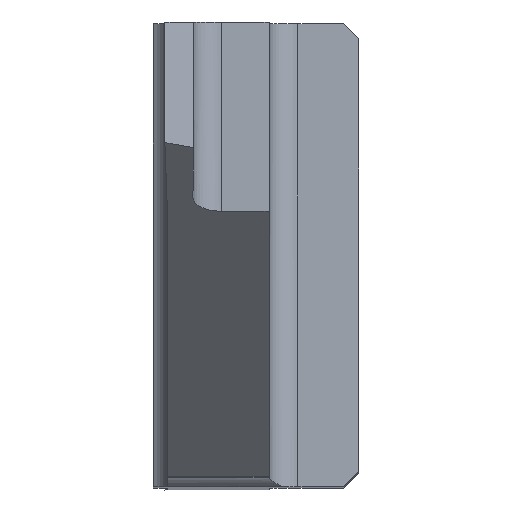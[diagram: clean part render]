
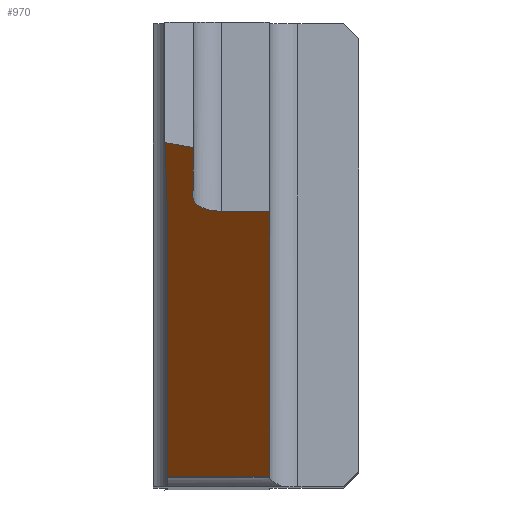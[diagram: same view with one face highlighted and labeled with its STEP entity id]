
A CAD part, top view. The second image highlights one B-rep face of the part: STEP entity #970.
In plain terms, the highlighted planar face has unit normal (0, -0.904, 0.427).
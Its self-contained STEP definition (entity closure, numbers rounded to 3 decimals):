
#20 = CARTESIAN_POINT ( 'NONE',  ( -0.558, 1.426, 24.215 ) ) ;
#53 = CARTESIAN_POINT ( 'NONE',  ( -2.711, 0.733, 22.75 ) ) ;
#54 = VERTEX_POINT ( 'NONE', #957 ) ;
#73 = DIRECTION ( 'NONE',  ( -0.016, 0.427, 0.904 ) ) ;
#92 = PLANE ( 'NONE',  #217 ) ;
#111 = CARTESIAN_POINT ( 'NONE',  ( 0., -3.834, 13.088 ) ) ;
#118 = CARTESIAN_POINT ( 'NONE',  ( -1.6, -3.834, 13.088 ) ) ;
#120 = ORIENTED_EDGE ( 'NONE', *, *, #673, .F. ) ;
#132 = VERTEX_POINT ( 'NONE', #564 ) ;
#167 = LINE ( 'NONE', #20, #195 ) ;
#183 = ORIENTED_EDGE ( 'NONE', *, *, #746, .F. ) ;
#195 = VECTOR ( 'NONE', #653, 1000. ) ;
#206 = DIRECTION ( 'NONE',  ( 0., -0.904, 0.427 ) ) ;
#213 = VERTEX_POINT ( 'NONE', #594 ) ;
#217 = AXIS2_PLACEMENT_3D ( 'NONE', #616, #206, #308 ) ;
#249 = LINE ( 'NONE', #668, #703 ) ;
#299 = VERTEX_POINT ( 'NONE', #118 ) ;
#308 = DIRECTION ( 'NONE',  ( 0., -0.427, -0.904 ) ) ;
#313 = CARTESIAN_POINT ( 'NONE',  ( -2.9, 1.829, 25.068 ) ) ;
#357 = DIRECTION ( 'NONE',  ( 0., -0.427, -0.904 ) ) ;
#366 = ORIENTED_EDGE ( 'NONE', *, *, #810, .F. ) ;
#402 =( BOUNDED_CURVE ( )  B_SPLINE_CURVE ( 3, ( #1271, #687, #53, #471 ),
 .UNSPECIFIED., .F., .T. ) 
 B_SPLINE_CURVE_WITH_KNOTS ( ( 4, 4 ),
 ( 1.562, 3.142 ),
 .UNSPECIFIED. ) 
 CURVE ( )  GEOMETRIC_REPRESENTATION_ITEM ( )  RATIONAL_B_SPLINE_CURVE ( ( 1., 0.803, 0.803, 1. ) ) 
 REPRESENTATION_ITEM ( '' )  );
#411 = LINE ( 'NONE', #1152, #941 ) ;
#429 = CARTESIAN_POINT ( 'NONE',  ( 0., 0.733, 22.75 ) ) ;
#456 = ORIENTED_EDGE ( 'NONE', *, *, #725, .F. ) ;
#471 = CARTESIAN_POINT ( 'NONE',  ( -2.416, 0.733, 22.75 ) ) ;
#499 = CARTESIAN_POINT ( 'NONE',  ( -3.348, 2.018, 25.468 ) ) ;
#536 = ORIENTED_EDGE ( 'NONE', *, *, #732, .F. ) ;
#543 = CARTESIAN_POINT ( 'NONE',  ( -3.348, -3.834, 13.088 ) ) ;
#564 = CARTESIAN_POINT ( 'NONE',  ( -1.6, 0.733, 22.75 ) ) ;
#594 = CARTESIAN_POINT ( 'NONE',  ( -2.416, 0.733, 22.75 ) ) ;
#613 = LINE ( 'NONE', #499, #1191 ) ;
#614 = DIRECTION ( 'NONE',  ( 0., 0.427, 0.904 ) ) ;
#616 = CARTESIAN_POINT ( 'NONE',  ( 0., 2.018, 25.468 ) ) ;
#653 = DIRECTION ( 'NONE',  ( 0.928, -0.16, -0.338 ) ) ;
#666 = VECTOR ( 'NONE', #853, 1000. ) ;
#668 = CARTESIAN_POINT ( 'NONE',  ( -1.6, 2.018, 25.468 ) ) ;
#673 = EDGE_CURVE ( 'NONE', #1002, #213, #402, .T. ) ;
#687 = CARTESIAN_POINT ( 'NONE',  ( -2.918, 0.832, 22.959 ) ) ;
#694 = EDGE_CURVE ( 'NONE', #1058, #54, #411, .T. ) ;
#703 = VECTOR ( 'NONE', #357, 1000. ) ;
#725 = EDGE_CURVE ( 'NONE', #299, #1135, #1240, .T. ) ;
#728 = VECTOR ( 'NONE', #1262, 1000. ) ;
#732 = EDGE_CURVE ( 'NONE', #834, #1002, #785, .T. ) ;
#746 = EDGE_CURVE ( 'NONE', #54, #834, #167, .T. ) ;
#785 = LINE ( 'NONE', #1092, #666 ) ;
#787 = EDGE_CURVE ( 'NONE', #213, #132, #872, .T. ) ;
#810 = EDGE_CURVE ( 'NONE', #1135, #1058, #613, .T. ) ;
#834 = VERTEX_POINT ( 'NONE', #313 ) ;
#853 = DIRECTION ( 'NONE',  ( -0.008, -0.427, -0.904 ) ) ;
#872 = LINE ( 'NONE', #429, #1148 ) ;
#891 = EDGE_CURVE ( 'NONE', #132, #299, #249, .T. ) ;
#900 = EDGE_LOOP ( 'NONE', ( #456, #1033, #1254, #120, #536, #183, #1101, #366 ) ) ;
#941 = VECTOR ( 'NONE', #73, 1000. ) ;
#957 = CARTESIAN_POINT ( 'NONE',  ( -3.4, 1.915, 25.25 ) ) ;
#970 = ADVANCED_FACE ( 'NONE', ( #1183 ), #92, .T. ) ;
#1002 = VERTEX_POINT ( 'NONE', #1268 ) ;
#1008 = CARTESIAN_POINT ( 'NONE',  ( -3.348, 0.497, 22.25 ) ) ;
#1033 = ORIENTED_EDGE ( 'NONE', *, *, #891, .F. ) ;
#1058 = VERTEX_POINT ( 'NONE', #1008 ) ;
#1092 = CARTESIAN_POINT ( 'NONE',  ( -2.896, 2.028, 25.488 ) ) ;
#1101 = ORIENTED_EDGE ( 'NONE', *, *, #694, .F. ) ;
#1135 = VERTEX_POINT ( 'NONE', #543 ) ;
#1148 = VECTOR ( 'NONE', #1219, 1000. ) ;
#1152 = CARTESIAN_POINT ( 'NONE',  ( -3.403, 1.995, 25.419 ) ) ;
#1183 = FACE_OUTER_BOUND ( 'NONE', #900, .T. ) ;
#1191 = VECTOR ( 'NONE', #614, 1000. ) ;
#1219 = DIRECTION ( 'NONE',  ( 1., 0., 0. ) ) ;
#1240 = LINE ( 'NONE', #111, #728 ) ;
#1254 = ORIENTED_EDGE ( 'NONE', *, *, #787, .F. ) ;
#1262 = DIRECTION ( 'NONE',  ( -1., 0., 0. ) ) ;
#1268 = CARTESIAN_POINT ( 'NONE',  ( -2.916, 0.972, 23.254 ) ) ;
#1271 = CARTESIAN_POINT ( 'NONE',  ( -2.916, 0.972, 23.254 ) ) ;
